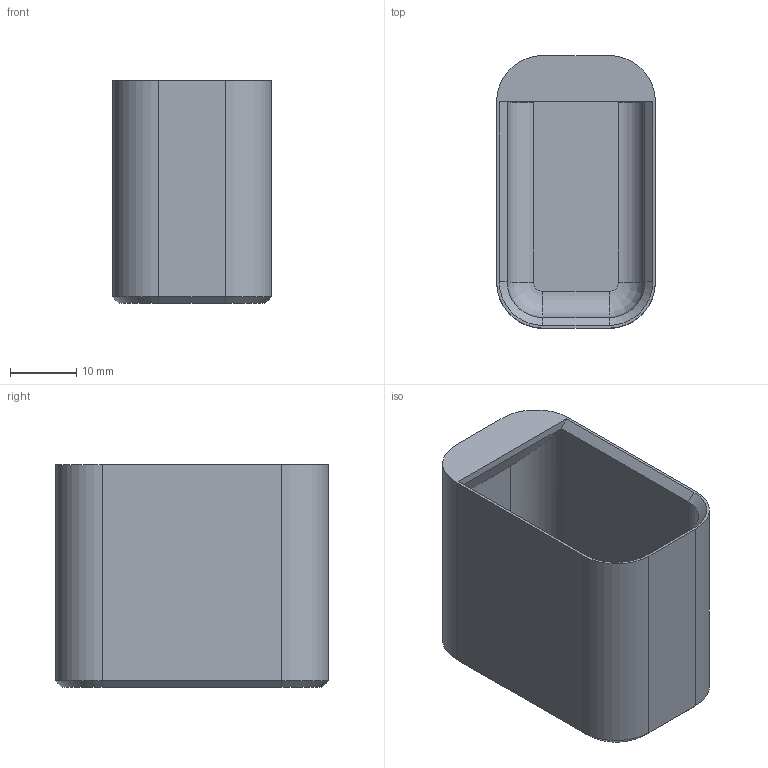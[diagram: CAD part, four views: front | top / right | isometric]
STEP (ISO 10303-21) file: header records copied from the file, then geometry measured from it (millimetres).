
FILE_DESCRIPTION(('Open CASCADE Model'),'2;1');
FILE_NAME('Open CASCADE Shape Model','0000-00-00T00:00:00',('Author'),( 'Open CASCADE'),'Open CASCADE STEP processor 7.7','Open CASCADE 7.7' ,'Unknown');
FILE_SCHEMA(('AUTOMOTIVE_DESIGN { 1 0 10303 214 1 1 1 1 }'));
Length unit declared in the file: millimetre
Products named in the file (1): Someline-36-U1
Bounding box: 24 x 41.2 x 33.7 mm (x, y, z)
Volume: 7554.8 mm3; surface area: 9217.3 mm2
Topology: 1 solids, 1 shells, 42 faces, 93 edges, 54 vertices
Faces by surface type: plane 20, cylinder 12, cone 6, revolution 4
Entity records: 2409 total; most frequent: CARTESIAN_POINT 530, DIRECTION 343, ORIENTED_EDGE 186, PCURVE 186, DEFINITIONAL_REPRESENTATION 186, LINE 185, VECTOR 185, EDGE_CURVE 93
